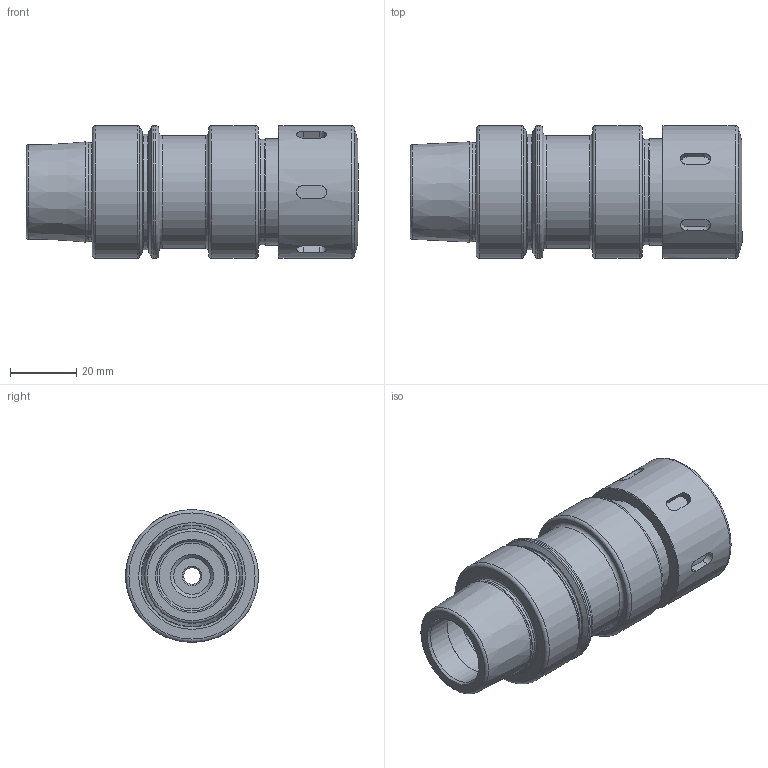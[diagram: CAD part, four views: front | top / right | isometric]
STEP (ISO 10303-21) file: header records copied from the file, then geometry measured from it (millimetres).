
FILE_DESCRIPTION(/* description */ (''),/* implementation_level */ '2;1');
FILE_NAME(/* name */ 'HSK040E-SX16-080.step',/* time_stamp */ '2022-01-24T10:29:06-06:00',/* author */ (''),/* organization */ (''),/* preprocessor_version */ 'ST-DEVELOPER v18.1',/* originating_system */ 'Autodesk Translation Framework v10.13.0.1454',/* authorisation */ '');
FILE_SCHEMA (('AUTOMOTIVE_DESIGN { 1 0 10303 214 3 1 1 }'));
Length unit declared in the file: millimetre
Products named in the file (2): HSK040E-SX16-080; NUT SXN-16 S
Assembly tree (1 placements, depth 2):
  HSK040E-SX16-080
    NUT SXN-16 S
Bounding box: 100 x 40 x 40 mm (x, y, z)
Volume: 69169.1 mm3; surface area: 25910.3 mm2
Topology: 2 solids, 2 shells, 111 faces, 242 edges, 154 vertices
Faces by surface type: plane 36, cylinder 35, torus 20, cone 20
Full cylindrical faces by diameter (mm): 5 x1, 11 x1, 13 x1, 17 x1, 19.8 x1, 20.6 x1, 21 x2, 22 x1, 25.5 x1, 29.807 x1, 29.842 x1, 30.5 x1, 31.9 x1, 32 x1, 32.2 x1, 32.5 x1, 34 x1, 34.8 x1, 40 x4
Entity records: 3303 total; most frequent: CARTESIAN_POINT 726, DIRECTION 572, ORIENTED_EDGE 484, EDGE_CURVE 242, AXIS2_PLACEMENT_3D 240, VERTEX_POINT 154, EDGE_LOOP 134, CIRCLE 126
